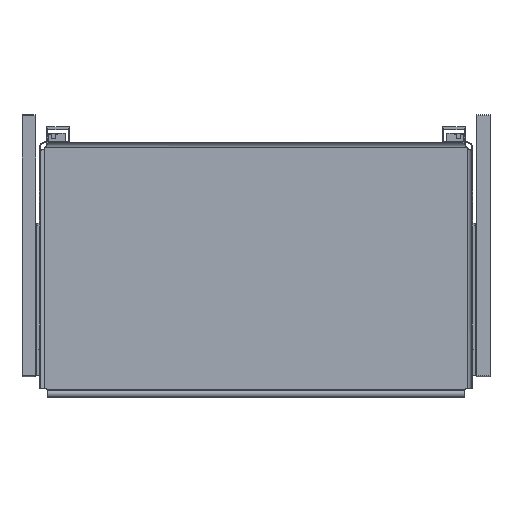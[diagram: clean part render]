
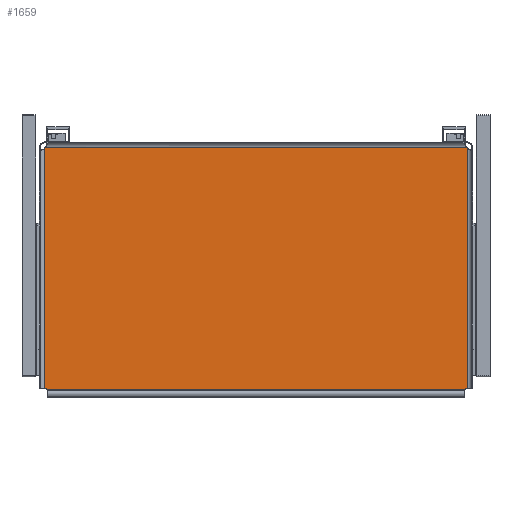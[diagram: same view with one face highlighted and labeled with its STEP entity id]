
A CAD part, top view. The second image highlights one B-rep face of the part: STEP entity #1659.
In plain terms, the highlighted planar face has unit normal (0, 0, 1).
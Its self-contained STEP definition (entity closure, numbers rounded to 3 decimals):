
#1659=ADVANCED_FACE('',(#4536),#4537,.F.);
#4536=FACE_OUTER_BOUND('',#52780,.T.);
#4537=PLANE('',#52781);
#52780=EDGE_LOOP('',(#62405,#62406,#62407,#62408,#62409,#62410,#62411,#62412,#62413,#62414));
#52781=AXIS2_PLACEMENT_3D('',#62415,#62416,#62417);
#62405=ORIENTED_EDGE('',*,*,#72312,.F.);
#62406=ORIENTED_EDGE('',*,*,#72206,.T.);
#62407=ORIENTED_EDGE('',*,*,#72311,.F.);
#62408=ORIENTED_EDGE('',*,*,#72195,.T.);
#62409=ORIENTED_EDGE('',*,*,#72310,.F.);
#62410=ORIENTED_EDGE('',*,*,#72163,.F.);
#62411=ORIENTED_EDGE('',*,*,#72101,.T.);
#62412=ORIENTED_EDGE('',*,*,#72111,.T.);
#62413=ORIENTED_EDGE('',*,*,#72247,.T.);
#62414=ORIENTED_EDGE('',*,*,#72179,.F.);
#62415=CARTESIAN_POINT('',(807.0,431.5,30.65));
#62416=DIRECTION('',(0.,0.,-1.0));
#62417=DIRECTION('',(0.,1.0,0.));
#72101=EDGE_CURVE('',#77857,#77855,#77858,.T.);
#72111=EDGE_CURVE('',#77855,#77874,#77876,.T.);
#72163=EDGE_CURVE('',#77857,#77965,#77966,.T.);
#72179=EDGE_CURVE('',#77993,#77995,#77996,.T.);
#72195=EDGE_CURVE('',#78026,#78024,#78027,.T.);
#72206=EDGE_CURVE('',#78045,#78043,#78046,.T.);
#72247=EDGE_CURVE('',#77874,#77995,#78112,.T.);
#72310=EDGE_CURVE('',#77965,#78024,#78209,.T.);
#72311=EDGE_CURVE('',#78026,#78043,#78210,.T.);
#72312=EDGE_CURVE('',#78045,#77993,#78211,.F.);
#77855=VERTEX_POINT('',#96997);
#77857=VERTEX_POINT('',#97004);
#77858=CIRCLE('',#97005,3.0);
#77874=VERTEX_POINT('',#97029);
#77876=LINE('',#97036,#97037);
#77965=VERTEX_POINT('',#97162);
#77966=LINE('',#97163,#97164);
#77993=VERTEX_POINT('',#97203);
#77995=VERTEX_POINT('',#97205);
#77996=LINE('',#97206,#97207);
#78024=VERTEX_POINT('',#97267);
#78026=VERTEX_POINT('',#97290);
#78027=CIRCLE('',#97291,15.0);
#78043=VERTEX_POINT('',#97385);
#78045=VERTEX_POINT('',#97412);
#78046=CIRCLE('',#97413,15.0);
#78112=CIRCLE('',#97554,3.0);
#78209=LINE('',#97694,#97695);
#78210=LINE('',#97696,#97697);
#78211=LINE('',#97698,#97699);
#96997=CARTESIAN_POINT('',(21.832,-25.511,30.65));
#97004=CARTESIAN_POINT('',(19.,-23.5,30.65));
#97005=AXIS2_PLACEMENT_3D('',#106793,#106794,#106795);
#97029=CARTESIAN_POINT('',(792.168,-25.511,30.65));
#97036=CARTESIAN_POINT('',(22.,-25.511,30.65));
#97037=VECTOR('',#106811,1.0);
#97162=CARTESIAN_POINT('',(17.,-23.5,30.65));
#97163=CARTESIAN_POINT('',(807.0,-23.5,30.65));
#97164=VECTOR('',#106893,1.0);
#97203=CARTESIAN_POINT('',(797.0,-23.5,30.65));
#97205=CARTESIAN_POINT('',(795.0,-23.5,30.65));
#97206=CARTESIAN_POINT('',(807.0,-23.5,30.65));
#97207=VECTOR('',#106915,1.0);
#97267=CARTESIAN_POINT('',(17.,420.32,30.65));
#97290=CARTESIAN_POINT('',(18.18,421.5,30.65));
#97291=AXIS2_PLACEMENT_3D('',#106937,#106938,#106939);
#97385=CARTESIAN_POINT('',(795.82,421.5,30.65));
#97412=CARTESIAN_POINT('',(797.0,420.32,30.65));
#97413=AXIS2_PLACEMENT_3D('',#106952,#106953,#106954);
#97554=AXIS2_PLACEMENT_3D('',#107023,#107024,#107025);
#97694=CARTESIAN_POINT('',(17.,431.5,30.65));
#97695=VECTOR('',#107126,1.0);
#97696=CARTESIAN_POINT('',(807.0,421.5,30.65));
#97697=VECTOR('',#107127,1.0);
#97698=CARTESIAN_POINT('',(797.0,431.5,30.65));
#97699=VECTOR('',#107128,1.0);
#106793=CARTESIAN_POINT('',(19.,-26.5,30.65));
#106794=DIRECTION('',(0.,0.,-1.0));
#106795=DIRECTION('',(1.0,0.,0.));
#106811=DIRECTION('',(1.0,0.,0.));
#106893=DIRECTION('',(-1.0,0.,0.));
#106915=DIRECTION('',(-1.0,0.,0.));
#106937=CARTESIAN_POINT('',(7.,431.5,30.65));
#106938=DIRECTION('',(0.,0.,-1.0));
#106939=DIRECTION('',(1.0,0.,0.));
#106952=CARTESIAN_POINT('',(807.0,431.5,30.65));
#106953=DIRECTION('',(0.,0.,-1.0));
#106954=DIRECTION('',(1.0,0.,0.));
#107023=CARTESIAN_POINT('',(795.0,-26.5,30.65));
#107024=DIRECTION('',(0.,0.,-1.0));
#107025=DIRECTION('',(1.0,0.,0.));
#107126=DIRECTION('',(0.,1.0,0.));
#107127=DIRECTION('',(1.0,0.,0.));
#107128=DIRECTION('',(0.,1.0,0.));
